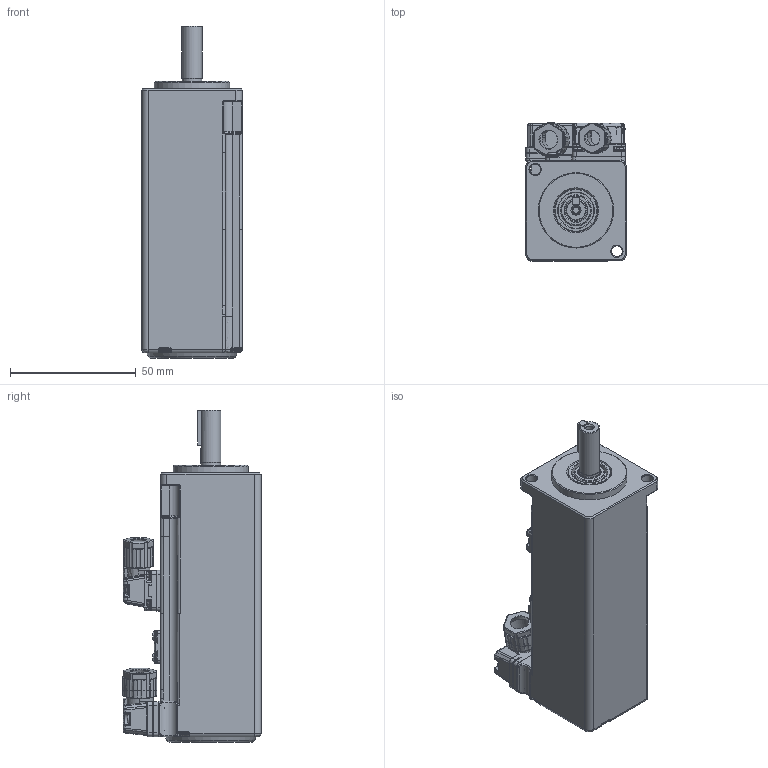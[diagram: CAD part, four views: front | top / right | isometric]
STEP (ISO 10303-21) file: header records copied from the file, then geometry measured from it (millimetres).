
FILE_DESCRIPTION( ('This file contains a STEP AP42 implementation' ,'as created by ZW3D STEP Interface translator.') ,'2;1' );
FILE_NAME( 'MA010A-B2C.stp' ,'221117.141830', (''), ('ZWCAD Software Co.'), 'Version 1.0', 'ZW3D to STEP translator', '' );
FILE_SCHEMA(('AUTOMOTIVE_DESIGN { 1 0 10303 214 1 1 1 1 }'));
Length unit declared in the file: millimetre
Products named in the file (1): 0
Bounding box: 40 x 54.95 x 132.1 mm (x, y, z)
Volume: 173799.4 mm3; surface area: 27130.9 mm2
Topology: 1 solids, 1 shells, 2041 faces, 5050 edges, 3088 vertices
Faces by surface type: bspline 916, plane 656, cylinder 276, sphere 95, cone 82, torus 16
Full cylindrical faces by diameter (mm): 2.5 x11, 3 x11, 3.1 x1, 3.5 x8, 4 x4, 4.3 x6, 7.8 x1, 8 x1, 8.9 x1, 11.8 x2, 14.2 x1, 17 x1, 30 x1
Entity records: 96299 total; most frequent: CARTESIAN_POINT 50785, ORIENTED_EDGE 10098, DIRECTION 7747, EDGE_CURVE 5049, VERTEX_POINT 3088, AXIS2_PLACEMENT_3D 2825, EDGE_LOOP 2131, VECTOR 2097
